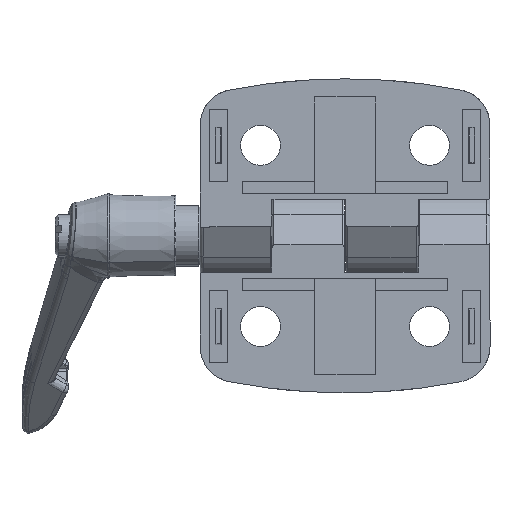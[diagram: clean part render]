
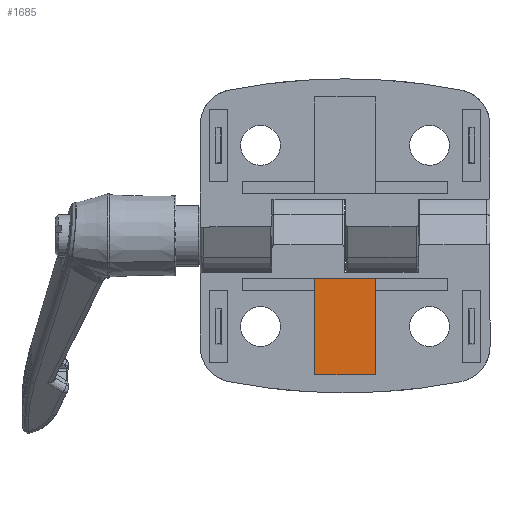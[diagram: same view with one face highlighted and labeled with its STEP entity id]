
A CAD part, front view. The second image highlights one B-rep face of the part: STEP entity #1685.
In plain terms, the highlighted planar face has unit normal (0, -1, 0).
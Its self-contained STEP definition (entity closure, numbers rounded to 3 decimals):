
#149 = CARTESIAN_POINT ( 'NONE',  ( 5., 1., -7. ) ) ;
#495 = EDGE_CURVE ( 'NONE', #8877, #6527, #12943, .T. ) ;
#599 = EDGE_CURVE ( 'NONE', #2744, #5292, #897, .T. ) ;
#636 = ORIENTED_EDGE ( 'NONE', *, *, #3593, .T. ) ;
#648 = ORIENTED_EDGE ( 'NONE', *, *, #495, .T. ) ;
#897 = LINE ( 'NONE', #149, #14892 ) ;
#1171 = CARTESIAN_POINT ( 'NONE',  ( 5., 1., -9. ) ) ;
#1334 = VECTOR ( 'NONE', #4055, 1000. ) ;
#1685 = ADVANCED_FACE ( 'NONE', ( #11827 ), #16467, .F. ) ;
#2089 = CARTESIAN_POINT ( 'NONE',  ( 5., 1., -23. ) ) ;
#2517 = DIRECTION ( 'NONE',  ( 0., 1., 0. ) ) ;
#2744 = VERTEX_POINT ( 'NONE', #1171 ) ;
#2765 = LINE ( 'NONE', #15643, #6099 ) ;
#2785 = LINE ( 'NONE', #3798, #9803 ) ;
#2858 = CARTESIAN_POINT ( 'NONE',  ( -5., 1., -23. ) ) ;
#3194 = LINE ( 'NONE', #6879, #17620 ) ;
#3593 = EDGE_CURVE ( 'NONE', #5292, #8877, #2785, .T. ) ;
#3622 = VECTOR ( 'NONE', #4044, 1000. ) ;
#3798 = CARTESIAN_POINT ( 'NONE',  ( 5., 1., -7. ) ) ;
#4044 = DIRECTION ( 'NONE',  ( 1., 0., 0. ) ) ;
#4055 = DIRECTION ( 'NONE',  ( 0., 0., -1. ) ) ;
#4415 = EDGE_CURVE ( 'NONE', #5027, #2744, #2765, .T. ) ;
#5027 = VERTEX_POINT ( 'NONE', #2089 ) ;
#5120 = CARTESIAN_POINT ( 'NONE',  ( -5., 1., -9. ) ) ;
#5135 = EDGE_CURVE ( 'NONE', #8566, #5027, #7377, .T. ) ;
#5168 = EDGE_CURVE ( 'NONE', #6527, #8566, #3194, .T. ) ;
#5292 = VERTEX_POINT ( 'NONE', #17624 ) ;
#5736 = DIRECTION ( 'NONE',  ( 0., 0., 1. ) ) ;
#6099 = VECTOR ( 'NONE', #7283, 1000. ) ;
#6527 = VERTEX_POINT ( 'NONE', #5120 ) ;
#6879 = CARTESIAN_POINT ( 'NONE',  ( -5., 1., -7. ) ) ;
#7283 = DIRECTION ( 'NONE',  ( 0., 0., 1. ) ) ;
#7377 = LINE ( 'NONE', #13824, #3622 ) ;
#7612 = ORIENTED_EDGE ( 'NONE', *, *, #4415, .T. ) ;
#8566 = VERTEX_POINT ( 'NONE', #2858 ) ;
#8877 = VERTEX_POINT ( 'NONE', #14776 ) ;
#9803 = VECTOR ( 'NONE', #13583, 1000. ) ;
#11827 = FACE_OUTER_BOUND ( 'NONE', #14485, .T. ) ;
#12017 = ORIENTED_EDGE ( 'NONE', *, *, #599, .T. ) ;
#12274 = ORIENTED_EDGE ( 'NONE', *, *, #5135, .T. ) ;
#12317 = DIRECTION ( 'NONE',  ( 0., 0., 1. ) ) ;
#12943 = LINE ( 'NONE', #17926, #1334 ) ;
#13583 = DIRECTION ( 'NONE',  ( -1., 0., 0. ) ) ;
#13824 = CARTESIAN_POINT ( 'NONE',  ( 5., 1., -23. ) ) ;
#14485 = EDGE_LOOP ( 'NONE', ( #7612, #12017, #636, #648, #16645, #12274 ) ) ;
#14776 = CARTESIAN_POINT ( 'NONE',  ( -5., 1., -7. ) ) ;
#14892 = VECTOR ( 'NONE', #5736, 1000. ) ;
#15061 = CARTESIAN_POINT ( 'NONE',  ( 5., 1., -7. ) ) ;
#15353 = AXIS2_PLACEMENT_3D ( 'NONE', #15061, #2517, #12317 ) ;
#15643 = CARTESIAN_POINT ( 'NONE',  ( 5., 1., -7. ) ) ;
#16467 = PLANE ( 'NONE',  #15353 ) ;
#16645 = ORIENTED_EDGE ( 'NONE', *, *, #5168, .T. ) ;
#17620 = VECTOR ( 'NONE', #18035, 1000. ) ;
#17624 = CARTESIAN_POINT ( 'NONE',  ( 5., 1., -7. ) ) ;
#17926 = CARTESIAN_POINT ( 'NONE',  ( -5., 1., -7. ) ) ;
#18035 = DIRECTION ( 'NONE',  ( 0., 0., -1. ) ) ;
